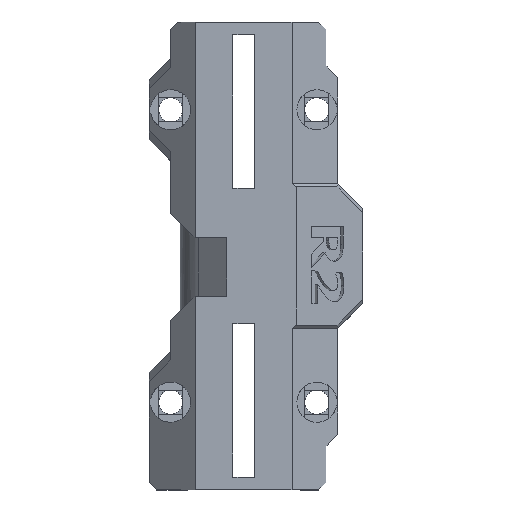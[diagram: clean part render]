
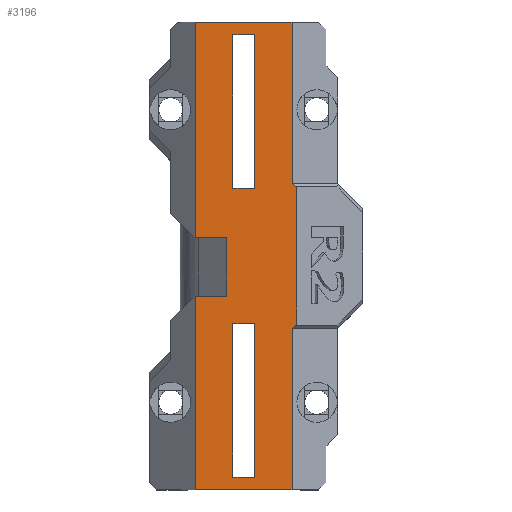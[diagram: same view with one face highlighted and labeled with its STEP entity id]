
A CAD part, top view. The second image highlights one B-rep face of the part: STEP entity #3196.
In plain terms, the highlighted planar face has unit normal (0, 0, 1).
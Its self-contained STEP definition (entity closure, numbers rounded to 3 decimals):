
#104=FACE_BOUND('',#536,.T.);
#105=FACE_BOUND('',#537,.T.);
#211=PLANE('',#3419);
#362=FACE_OUTER_BOUND('',#535,.T.);
#535=EDGE_LOOP('',(#2760,#2761,#2762,#2763,#2764,#2765,#2766,#2767,#2768,
#2769,#2770,#2771,#2772,#2773));
#536=EDGE_LOOP('',(#2774,#2775,#2776,#2777));
#537=EDGE_LOOP('',(#2778,#2779,#2780,#2781));
#659=LINE('',#4708,#1028);
#665=LINE('',#4720,#1034);
#672=LINE('',#4733,#1041);
#679=LINE('',#4748,#1048);
#698=LINE('',#4789,#1067);
#717=LINE('',#4827,#1086);
#733=LINE('',#4860,#1102);
#744=LINE('',#4884,#1113);
#750=LINE('',#4897,#1119);
#760=LINE('',#4919,#1129);
#889=LINE('',#5248,#1258);
#893=LINE('',#5259,#1262);
#895=LINE('',#5263,#1264);
#896=LINE('',#5265,#1265);
#897=LINE('',#5268,#1266);
#898=LINE('',#5270,#1267);
#899=LINE('',#5272,#1268);
#900=LINE('',#5273,#1269);
#901=LINE('',#5276,#1270);
#902=LINE('',#5278,#1271);
#903=LINE('',#5280,#1272);
#904=LINE('',#5281,#1273);
#1028=VECTOR('',#3597,10.);
#1034=VECTOR('',#3605,10.);
#1041=VECTOR('',#3616,10.);
#1048=VECTOR('',#3629,10.);
#1067=VECTOR('',#3658,10.);
#1086=VECTOR('',#3685,10.);
#1102=VECTOR('',#3711,10.);
#1113=VECTOR('',#3728,10.);
#1119=VECTOR('',#3738,10.);
#1129=VECTOR('',#3754,10.);
#1258=VECTOR('',#4075,10.);
#1262=VECTOR('',#4087,10.);
#1264=VECTOR('',#4093,10.);
#1265=VECTOR('',#4096,10.);
#1266=VECTOR('',#4097,10.);
#1267=VECTOR('',#4098,10.);
#1268=VECTOR('',#4099,10.);
#1269=VECTOR('',#4100,10.);
#1270=VECTOR('',#4101,10.);
#1271=VECTOR('',#4102,10.);
#1272=VECTOR('',#4103,10.);
#1273=VECTOR('',#4104,10.);
#1427=VERTEX_POINT('',#4704);
#1429=VERTEX_POINT('',#4707);
#1434=VERTEX_POINT('',#4718);
#1438=VERTEX_POINT('',#4731);
#1443=VERTEX_POINT('',#4747);
#1459=VERTEX_POINT('',#4786);
#1460=VERTEX_POINT('',#4788);
#1474=VERTEX_POINT('',#4824);
#1475=VERTEX_POINT('',#4826);
#1487=VERTEX_POINT('',#4858);
#1497=VERTEX_POINT('',#4882);
#1502=VERTEX_POINT('',#4895);
#1615=VERTEX_POINT('',#5247);
#1618=VERTEX_POINT('',#5257);
#1619=VERTEX_POINT('',#5266);
#1620=VERTEX_POINT('',#5267);
#1621=VERTEX_POINT('',#5269);
#1622=VERTEX_POINT('',#5271);
#1623=VERTEX_POINT('',#5274);
#1624=VERTEX_POINT('',#5275);
#1625=VERTEX_POINT('',#5277);
#1626=VERTEX_POINT('',#5279);
#1761=EDGE_CURVE('',#1429,#1427,#659,.T.);
#1767=EDGE_CURVE('',#1434,#1427,#665,.T.);
#1774=EDGE_CURVE('',#1434,#1438,#672,.T.);
#1781=EDGE_CURVE('',#1429,#1443,#679,.T.);
#1801=EDGE_CURVE('',#1460,#1459,#698,.T.);
#1820=EDGE_CURVE('',#1475,#1474,#717,.T.);
#1837=EDGE_CURVE('',#1459,#1487,#733,.T.);
#1850=EDGE_CURVE('',#1487,#1497,#744,.T.);
#1856=EDGE_CURVE('',#1438,#1502,#750,.T.);
#1868=EDGE_CURVE('',#1502,#1475,#760,.T.);
#2037=EDGE_CURVE('',#1615,#1460,#889,.T.);
#2043=EDGE_CURVE('',#1474,#1618,#893,.T.);
#2045=EDGE_CURVE('',#1618,#1615,#895,.T.);
#2046=EDGE_CURVE('',#1497,#1443,#896,.T.);
#2047=EDGE_CURVE('',#1619,#1620,#897,.T.);
#2048=EDGE_CURVE('',#1620,#1621,#898,.T.);
#2049=EDGE_CURVE('',#1621,#1622,#899,.T.);
#2050=EDGE_CURVE('',#1622,#1619,#900,.T.);
#2051=EDGE_CURVE('',#1623,#1624,#901,.T.);
#2052=EDGE_CURVE('',#1624,#1625,#902,.T.);
#2053=EDGE_CURVE('',#1625,#1626,#903,.T.);
#2054=EDGE_CURVE('',#1626,#1623,#904,.T.);
#2760=ORIENTED_EDGE('',*,*,#1767,.F.);
#2761=ORIENTED_EDGE('',*,*,#1774,.T.);
#2762=ORIENTED_EDGE('',*,*,#1856,.T.);
#2763=ORIENTED_EDGE('',*,*,#1868,.T.);
#2764=ORIENTED_EDGE('',*,*,#1820,.T.);
#2765=ORIENTED_EDGE('',*,*,#2043,.T.);
#2766=ORIENTED_EDGE('',*,*,#2045,.T.);
#2767=ORIENTED_EDGE('',*,*,#2037,.T.);
#2768=ORIENTED_EDGE('',*,*,#1801,.T.);
#2769=ORIENTED_EDGE('',*,*,#1837,.T.);
#2770=ORIENTED_EDGE('',*,*,#1850,.T.);
#2771=ORIENTED_EDGE('',*,*,#2046,.T.);
#2772=ORIENTED_EDGE('',*,*,#1781,.F.);
#2773=ORIENTED_EDGE('',*,*,#1761,.T.);
#2774=ORIENTED_EDGE('',*,*,#2047,.T.);
#2775=ORIENTED_EDGE('',*,*,#2048,.T.);
#2776=ORIENTED_EDGE('',*,*,#2049,.T.);
#2777=ORIENTED_EDGE('',*,*,#2050,.T.);
#2778=ORIENTED_EDGE('',*,*,#2051,.T.);
#2779=ORIENTED_EDGE('',*,*,#2052,.T.);
#2780=ORIENTED_EDGE('',*,*,#2053,.T.);
#2781=ORIENTED_EDGE('',*,*,#2054,.T.);
#3196=ADVANCED_FACE('',(#362,#104,#105),#211,.T.);
#3419=AXIS2_PLACEMENT_3D('',#5264,#4094,#4095);
#3597=DIRECTION('',(0.,1.,0.));
#3605=DIRECTION('',(0.816,-0.577,0.));
#3616=DIRECTION('',(-1.,0.,0.));
#3629=DIRECTION('',(-0.816,-0.577,0.));
#3658=DIRECTION('',(0.,-1.,0.));
#3685=DIRECTION('',(0.,-1.,0.));
#3711=DIRECTION('',(1.,0.,0.));
#3728=DIRECTION('',(0.,1.,0.));
#3738=DIRECTION('',(0.,1.,0.));
#3754=DIRECTION('',(-1.,0.,0.));
#4075=DIRECTION('',(-1.,0.,0.));
#4087=DIRECTION('',(1.,0.,0.));
#4093=DIRECTION('',(0.,-1.,0.));
#4094=DIRECTION('center_axis',(0.,0.,1.));
#4095=DIRECTION('ref_axis',(1.,0.,0.));
#4096=DIRECTION('',(1.,0.,0.));
#4097=DIRECTION('',(1.,0.,0.));
#4098=DIRECTION('',(0.,-1.,0.));
#4099=DIRECTION('',(-1.,0.,0.));
#4100=DIRECTION('',(0.,1.,0.));
#4101=DIRECTION('',(-1.,0.,0.));
#4102=DIRECTION('',(0.,1.,0.));
#4103=DIRECTION('',(1.,0.,0.));
#4104=DIRECTION('',(0.,-1.,0.));
#4704=CARTESIAN_POINT('',(7.25,9.45,10.));
#4707=CARTESIAN_POINT('',(7.25,-9.45,10.));
#4708=CARTESIAN_POINT('',(7.25,4.95,10.));
#4718=CARTESIAN_POINT('',(6.614,9.9,10.));
#4720=CARTESIAN_POINT('',(7.98,8.934,10.));
#4731=CARTESIAN_POINT('',(6.6,9.9,10.));
#4733=CARTESIAN_POINT('',(5.7,9.9,10.));
#4747=CARTESIAN_POINT('',(6.614,-9.9,10.));
#4748=CARTESIAN_POINT('',(7.98,-8.934,10.));
#4786=CARTESIAN_POINT('',(-6.65,-32.,10.));
#4788=CARTESIAN_POINT('',(-6.65,-5.5,10.));
#4789=CARTESIAN_POINT('',(-6.65,-16.,10.));
#4824=CARTESIAN_POINT('',(-6.65,2.5,10.));
#4826=CARTESIAN_POINT('',(-6.65,32.,10.));
#4827=CARTESIAN_POINT('',(-6.65,-16.,10.));
#4858=CARTESIAN_POINT('',(6.6,-32.,10.));
#4860=CARTESIAN_POINT('',(-12.9,-32.,10.));
#4882=CARTESIAN_POINT('',(6.6,-9.9,10.));
#4884=CARTESIAN_POINT('',(6.6,-16.,10.));
#4895=CARTESIAN_POINT('',(6.6,32.,10.));
#4897=CARTESIAN_POINT('',(6.6,16.,10.));
#4919=CARTESIAN_POINT('',(11.25,32.,10.));
#5247=CARTESIAN_POINT('',(-2.304,-5.5,10.));
#5248=CARTESIAN_POINT('',(-3.189,-5.5,10.));
#5257=CARTESIAN_POINT('',(-2.304,2.5,10.));
#5259=CARTESIAN_POINT('',(-3.189,2.5,10.));
#5263=CARTESIAN_POINT('',(-2.304,-0.75,10.));
#5264=CARTESIAN_POINT('Origin',(1.675,0.,10.));
#5265=CARTESIAN_POINT('',(5.7,-9.9,10.));
#5266=CARTESIAN_POINT('',(-1.5,-9.25,10.));
#5267=CARTESIAN_POINT('',(1.5,-9.25,10.));
#5268=CARTESIAN_POINT('',(0.838,-9.25,10.));
#5269=CARTESIAN_POINT('',(1.5,-30.25,10.));
#5270=CARTESIAN_POINT('',(1.5,-9.875,10.));
#5271=CARTESIAN_POINT('',(-1.5,-30.25,10.));
#5272=CARTESIAN_POINT('',(0.838,-30.25,10.));
#5273=CARTESIAN_POINT('',(-1.5,-9.875,10.));
#5274=CARTESIAN_POINT('',(1.5,9.25,10.));
#5275=CARTESIAN_POINT('',(-1.5,9.25,10.));
#5276=CARTESIAN_POINT('',(0.838,9.25,10.));
#5277=CARTESIAN_POINT('',(-1.5,30.25,10.));
#5278=CARTESIAN_POINT('',(-1.5,9.875,10.));
#5279=CARTESIAN_POINT('',(1.5,30.25,10.));
#5280=CARTESIAN_POINT('',(0.838,30.25,10.));
#5281=CARTESIAN_POINT('',(1.5,9.875,10.));
